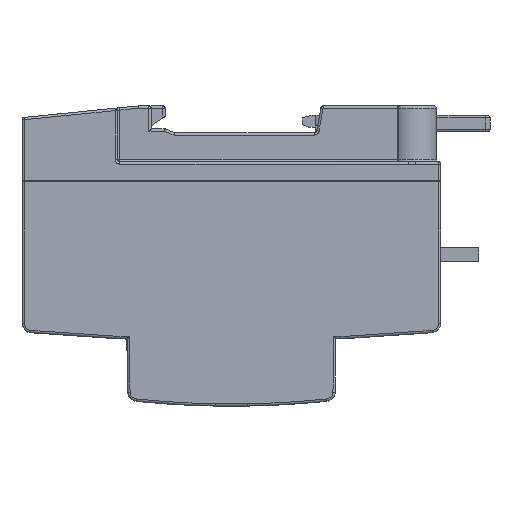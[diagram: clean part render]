
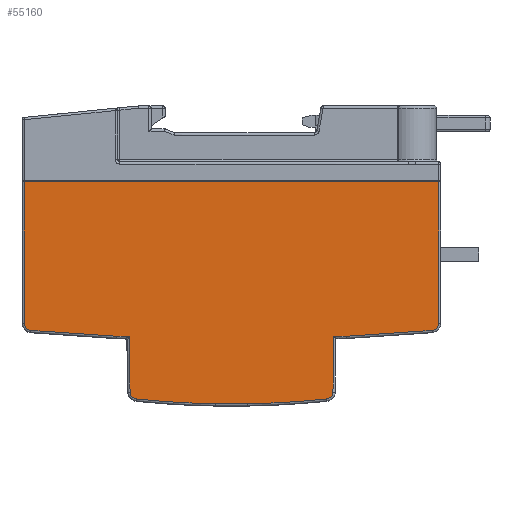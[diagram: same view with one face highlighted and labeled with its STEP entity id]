
A CAD part, left-side view. The second image highlights one B-rep face of the part: STEP entity #55160.
In plain terms, the highlighted planar face has unit normal (-1, 0, 0).
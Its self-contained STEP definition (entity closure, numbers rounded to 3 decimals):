
#55037=AXIS2_PLACEMENT_3D('Plane Axis2P3D',#55034,#55035,#55036) ;
#55050=AXIS2_PLACEMENT_3D('Circle Axis2P3D',#55048,#55049,$) ;
#55078=AXIS2_PLACEMENT_3D('Circle Axis2P3D',#55076,#55077,$) ;
#55085=AXIS2_PLACEMENT_3D('Circle Axis2P3D',#55083,#55084,$) ;
#55099=AXIS2_PLACEMENT_3D('Circle Axis2P3D',#55097,#55098,$) ;
#55106=AXIS2_PLACEMENT_3D('Circle Axis2P3D',#55104,#55105,$) ;
#55134=AXIS2_PLACEMENT_3D('Circle Axis2P3D',#55132,#55133,$) ;
#53998=CARTESIAN_POINT('Line Origine',(-68.35,-18.45,3.3)) ;
#54002=CARTESIAN_POINT('Vertex',(-68.35,-18.45,27.4)) ;
#54004=CARTESIAN_POINT('Vertex',(-68.35,-18.45,-3.04)) ;
#55034=CARTESIAN_POINT('Axis2P3D Location',(-68.35,-18.95,27.4)) ;
#55039=CARTESIAN_POINT('Line Origine',(-68.35,70.55,12.18)) ;
#55043=CARTESIAN_POINT('Vertex',(-68.35,70.55,-3.04)) ;
#55045=CARTESIAN_POINT('Vertex',(-68.35,70.55,27.4)) ;
#55048=CARTESIAN_POINT('Axis2P3D Location',(-68.35,69.05,-3.04)) ;
#55052=CARTESIAN_POINT('Vertex',(-68.35,69.152,-4.537)) ;
#55055=CARTESIAN_POINT('Line Origine',(-68.35,59.919,-5.168)) ;
#55059=CARTESIAN_POINT('Vertex',(-68.35,50.685,-5.8)) ;
#55062=CARTESIAN_POINT('Line Origine',(-68.35,49.34,-5.8)) ;
#55066=CARTESIAN_POINT('Vertex',(-68.35,47.994,-5.8)) ;
#55069=CARTESIAN_POINT('Line Origine',(-68.35,47.923,-11.802)) ;
#55073=CARTESIAN_POINT('Vertex',(-68.35,47.852,-17.804)) ;
#55076=CARTESIAN_POINT('Axis2P3D Location',(-68.35,46.352,-17.786)) ;
#55080=CARTESIAN_POINT('Vertex',(-68.35,46.506,-19.278)) ;
#55083=CARTESIAN_POINT('Axis2P3D Location',(-68.35,26.05,179.14)) ;
#55087=CARTESIAN_POINT('Vertex',(-68.35,29.509,-20.3)) ;
#55090=CARTESIAN_POINT('Line Origine',(-68.35,26.05,-20.3)) ;
#55094=CARTESIAN_POINT('Vertex',(-68.35,22.591,-20.3)) ;
#55097=CARTESIAN_POINT('Axis2P3D Location',(-68.35,26.05,179.14)) ;
#55101=CARTESIAN_POINT('Vertex',(-68.35,5.594,-19.278)) ;
#55104=CARTESIAN_POINT('Axis2P3D Location',(-68.35,5.748,-17.786)) ;
#55108=CARTESIAN_POINT('Vertex',(-68.35,4.248,-17.804)) ;
#55111=CARTESIAN_POINT('Line Origine',(-68.35,4.177,-11.802)) ;
#55115=CARTESIAN_POINT('Vertex',(-68.35,4.106,-5.8)) ;
#55118=CARTESIAN_POINT('Line Origine',(-68.35,2.76,-5.8)) ;
#55122=CARTESIAN_POINT('Vertex',(-68.35,1.415,-5.8)) ;
#55125=CARTESIAN_POINT('Line Origine',(-68.35,-7.819,-5.168)) ;
#55129=CARTESIAN_POINT('Vertex',(-68.35,-17.052,-4.537)) ;
#55132=CARTESIAN_POINT('Axis2P3D Location',(-68.35,-16.95,-3.04)) ;
#55137=CARTESIAN_POINT('Line Origine',(-68.35,26.05,27.4)) ;
#53999=DIRECTION('Vector Direction',(0.,0.,-1.)) ;
#55035=DIRECTION('Axis2P3D Direction',(1.,-0.,0.)) ;
#55036=DIRECTION('Axis2P3D XDirection',(0.,0.,-1.)) ;
#55040=DIRECTION('Vector Direction',(0.,0.,1.)) ;
#55049=DIRECTION('Axis2P3D Direction',(1.,-0.,0.)) ;
#55056=DIRECTION('Vector Direction',(0.,-0.998,-0.068)) ;
#55063=DIRECTION('Vector Direction',(0.,1.,0.)) ;
#55070=DIRECTION('Vector Direction',(0.,-0.012,-1.)) ;
#55077=DIRECTION('Axis2P3D Direction',(1.,-0.,0.)) ;
#55084=DIRECTION('Axis2P3D Direction',(1.,-0.,0.)) ;
#55091=DIRECTION('Vector Direction',(0.,1.,0.)) ;
#55098=DIRECTION('Axis2P3D Direction',(1.,-0.,0.)) ;
#55105=DIRECTION('Axis2P3D Direction',(1.,-0.,0.)) ;
#55112=DIRECTION('Vector Direction',(0.,0.012,-1.)) ;
#55119=DIRECTION('Vector Direction',(0.,1.,0.)) ;
#55126=DIRECTION('Vector Direction',(0.,0.998,-0.068)) ;
#55133=DIRECTION('Axis2P3D Direction',(1.,-0.,0.)) ;
#55138=DIRECTION('Vector Direction',(0.,-1.,0.)) ;
#54000=VECTOR('Line Direction',#53999,1.) ;
#55041=VECTOR('Line Direction',#55040,1.) ;
#55057=VECTOR('Line Direction',#55056,1.) ;
#55064=VECTOR('Line Direction',#55063,1.) ;
#55071=VECTOR('Line Direction',#55070,1.) ;
#55092=VECTOR('Line Direction',#55091,1.) ;
#55113=VECTOR('Line Direction',#55112,1.) ;
#55120=VECTOR('Line Direction',#55119,1.) ;
#55127=VECTOR('Line Direction',#55126,1.) ;
#55139=VECTOR('Line Direction',#55138,1.) ;
#55143=ORIENTED_EDGE('',*,*,#55047,.F.) ;
#55144=ORIENTED_EDGE('',*,*,#55054,.F.) ;
#55145=ORIENTED_EDGE('',*,*,#55061,.F.) ;
#55146=ORIENTED_EDGE('',*,*,#55068,.F.) ;
#55147=ORIENTED_EDGE('',*,*,#55075,.F.) ;
#55148=ORIENTED_EDGE('',*,*,#55082,.F.) ;
#55149=ORIENTED_EDGE('',*,*,#55089,.F.) ;
#55150=ORIENTED_EDGE('',*,*,#55096,.F.) ;
#55151=ORIENTED_EDGE('',*,*,#55103,.F.) ;
#55152=ORIENTED_EDGE('',*,*,#55110,.F.) ;
#55153=ORIENTED_EDGE('',*,*,#55117,.F.) ;
#55154=ORIENTED_EDGE('',*,*,#55124,.F.) ;
#55155=ORIENTED_EDGE('',*,*,#55131,.F.) ;
#55156=ORIENTED_EDGE('',*,*,#55136,.F.) ;
#55157=ORIENTED_EDGE('',*,*,#54006,.F.) ;
#55158=ORIENTED_EDGE('',*,*,#55141,.F.) ;
#55160=ADVANCED_FACE('RX3894001 CASE CARTUCCERA GUIDA DIN.1',(#55159),#55038,.F.) ;
#55051=CIRCLE('generated circle',#55050,1.5) ;
#55079=CIRCLE('generated circle',#55078,1.5) ;
#55086=CIRCLE('generated circle',#55085,199.47) ;
#55100=CIRCLE('generated circle',#55099,199.47) ;
#55107=CIRCLE('generated circle',#55106,1.5) ;
#55135=CIRCLE('generated circle',#55134,1.5) ;
#54006=EDGE_CURVE('',#54003,#54005,#54001,.T.) ;
#55047=EDGE_CURVE('',#55044,#55046,#55042,.T.) ;
#55054=EDGE_CURVE('',#55053,#55044,#55051,.T.) ;
#55061=EDGE_CURVE('',#55060,#55053,#55058,.F.) ;
#55068=EDGE_CURVE('',#55067,#55060,#55065,.T.) ;
#55075=EDGE_CURVE('',#55074,#55067,#55072,.F.) ;
#55082=EDGE_CURVE('',#55081,#55074,#55079,.T.) ;
#55089=EDGE_CURVE('',#55088,#55081,#55086,.T.) ;
#55096=EDGE_CURVE('',#55095,#55088,#55093,.T.) ;
#55103=EDGE_CURVE('',#55102,#55095,#55100,.T.) ;
#55110=EDGE_CURVE('',#55109,#55102,#55107,.T.) ;
#55117=EDGE_CURVE('',#55116,#55109,#55114,.T.) ;
#55124=EDGE_CURVE('',#55123,#55116,#55121,.T.) ;
#55131=EDGE_CURVE('',#55130,#55123,#55128,.T.) ;
#55136=EDGE_CURVE('',#54005,#55130,#55135,.T.) ;
#55141=EDGE_CURVE('',#55046,#54003,#55140,.T.) ;
#55142=EDGE_LOOP('',(#55143,#55144,#55145,#55146,#55147,#55148,#55149,#55150,#55151,#55152,#55153,#55154,#55155,#55156,#55157,#55158)) ;
#55159=FACE_OUTER_BOUND('',#55142,.T.) ;
#54001=LINE('Line',#53998,#54000) ;
#55042=LINE('Line',#55039,#55041) ;
#55058=LINE('Line',#55055,#55057) ;
#55065=LINE('Line',#55062,#55064) ;
#55072=LINE('Line',#55069,#55071) ;
#55093=LINE('Line',#55090,#55092) ;
#55114=LINE('Line',#55111,#55113) ;
#55121=LINE('Line',#55118,#55120) ;
#55128=LINE('Line',#55125,#55127) ;
#55140=LINE('Line',#55137,#55139) ;
#55038=PLANE('',#55037) ;
#54003=VERTEX_POINT('',#54002) ;
#54005=VERTEX_POINT('',#54004) ;
#55044=VERTEX_POINT('',#55043) ;
#55046=VERTEX_POINT('',#55045) ;
#55053=VERTEX_POINT('',#55052) ;
#55060=VERTEX_POINT('',#55059) ;
#55067=VERTEX_POINT('',#55066) ;
#55074=VERTEX_POINT('',#55073) ;
#55081=VERTEX_POINT('',#55080) ;
#55088=VERTEX_POINT('',#55087) ;
#55095=VERTEX_POINT('',#55094) ;
#55102=VERTEX_POINT('',#55101) ;
#55109=VERTEX_POINT('',#55108) ;
#55116=VERTEX_POINT('',#55115) ;
#55123=VERTEX_POINT('',#55122) ;
#55130=VERTEX_POINT('',#55129) ;
